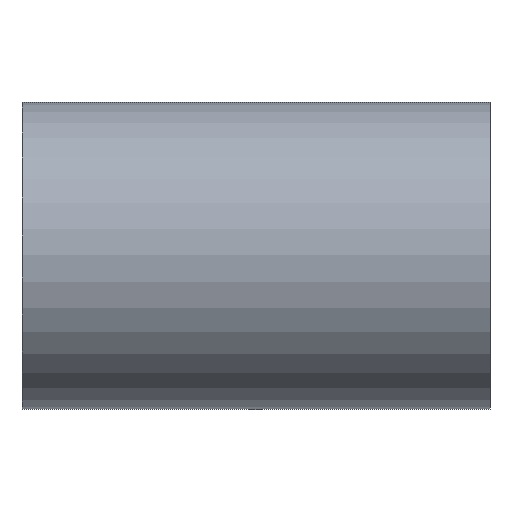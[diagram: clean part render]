
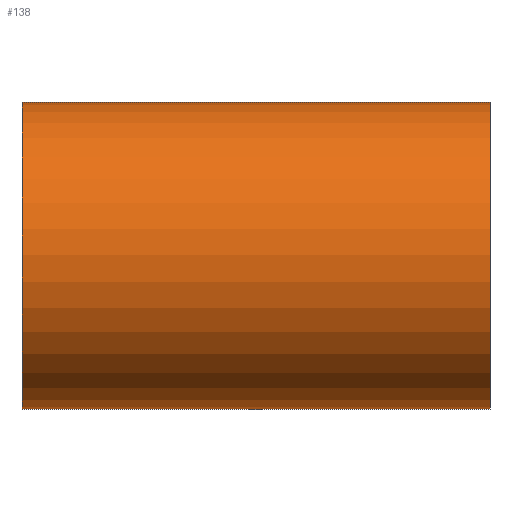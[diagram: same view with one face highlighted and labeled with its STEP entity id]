
A CAD part, top view. The second image highlights one B-rep face of the part: STEP entity #138.
In plain terms, the highlighted cylindrical face has radius 27.85 mm (diameter 55.7 mm), a full revolution.
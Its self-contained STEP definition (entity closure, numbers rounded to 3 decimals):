
#23=ELLIPSE('',#166,39.386,27.85);
#24=ELLIPSE('',#167,39.386,27.85);
#25=ELLIPSE('',#168,39.386,27.85);
#30=LINE('',#321,#35);
#31=LINE('',#322,#36);
#35=VECTOR('',#211,27.85);
#36=VECTOR('',#212,27.85);
#40=CYLINDRICAL_SURFACE('',#170,27.85);
#51=FACE_OUTER_BOUND('',#62,.T.);
#62=EDGE_LOOP('',(#115,#116,#117,#118,#119,#120,#121,#122,#123));
#65=CIRCLE('',#157,27.85);
#67=CIRCLE('',#160,27.85);
#71=VERTEX_POINT('',#225);
#73=VERTEX_POINT('',#230);
#79=VERTEX_POINT('',#312);
#80=VERTEX_POINT('',#314);
#81=VERTEX_POINT('',#316);
#82=EDGE_CURVE('',#71,#71,#65,.T.);
#84=EDGE_CURVE('',#73,#73,#67,.T.);
#92=EDGE_CURVE('',#80,#79,#23,.T.);
#93=EDGE_CURVE('',#81,#80,#24,.T.);
#94=EDGE_CURVE('',#79,#81,#25,.T.);
#95=EDGE_CURVE('',#73,#81,#30,.T.);
#96=EDGE_CURVE('',#81,#71,#31,.T.);
#115=ORIENTED_EDGE('',*,*,#84,.T.);
#116=ORIENTED_EDGE('',*,*,#95,.T.);
#117=ORIENTED_EDGE('',*,*,#93,.T.);
#118=ORIENTED_EDGE('',*,*,#92,.T.);
#119=ORIENTED_EDGE('',*,*,#94,.T.);
#120=ORIENTED_EDGE('',*,*,#96,.T.);
#121=ORIENTED_EDGE('',*,*,#82,.T.);
#122=ORIENTED_EDGE('',*,*,#96,.F.);
#123=ORIENTED_EDGE('',*,*,#95,.F.);
#138=ADVANCED_FACE('',(#51),#40,.T.);
#157=AXIS2_PLACEMENT_3D('',#226,#181,#182);
#160=AXIS2_PLACEMENT_3D('',#231,#187,#188);
#166=AXIS2_PLACEMENT_3D('',#315,#201,#202);
#167=AXIS2_PLACEMENT_3D('',#317,#203,#204);
#168=AXIS2_PLACEMENT_3D('',#318,#205,#206);
#170=AXIS2_PLACEMENT_3D('',#320,#209,#210);
#181=DIRECTION('center_axis',(1.,0.,0.));
#182=DIRECTION('ref_axis',(0.,1.,0.));
#187=DIRECTION('center_axis',(-1.,0.,0.));
#188=DIRECTION('ref_axis',(0.,1.,0.));
#201=DIRECTION('center_axis',(-0.707,0.,0.707));
#202=DIRECTION('ref_axis',(0.707,0.,0.707));
#203=DIRECTION('center_axis',(0.707,0.,0.707));
#204=DIRECTION('ref_axis',(0.707,0.,-0.707));
#205=DIRECTION('center_axis',(-0.707,0.,0.707));
#206=DIRECTION('ref_axis',(0.707,0.,0.707));
#209=DIRECTION('center_axis',(1.,0.,0.));
#210=DIRECTION('ref_axis',(0.,1.,0.));
#211=DIRECTION('',(-1.,0.,0.));
#212=DIRECTION('',(-1.,0.,0.));
#225=CARTESIAN_POINT('',(11.5,-27.85,0.));
#226=CARTESIAN_POINT('Origin',(11.5,0.,0.));
#230=CARTESIAN_POINT('',(96.5,-27.85,0.));
#231=CARTESIAN_POINT('Origin',(96.5,0.,0.));
#312=CARTESIAN_POINT('',(26.15,0.,-27.85));
#314=CARTESIAN_POINT('',(54.,27.85,0.));
#315=CARTESIAN_POINT('Origin',(54.,0.,0.));
#316=CARTESIAN_POINT('',(54.,-27.85,0.));
#317=CARTESIAN_POINT('Origin',(54.,0.,0.));
#318=CARTESIAN_POINT('Origin',(54.,0.,0.));
#320=CARTESIAN_POINT('Origin',(0.,0.,0.));
#321=CARTESIAN_POINT('',(0.,-27.85,0.));
#322=CARTESIAN_POINT('',(0.,-27.85,0.));
